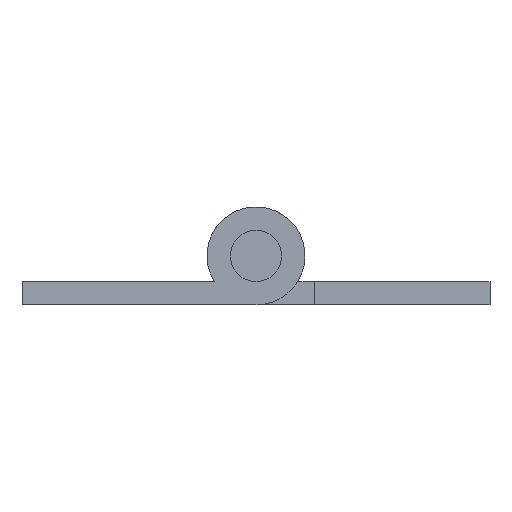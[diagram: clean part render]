
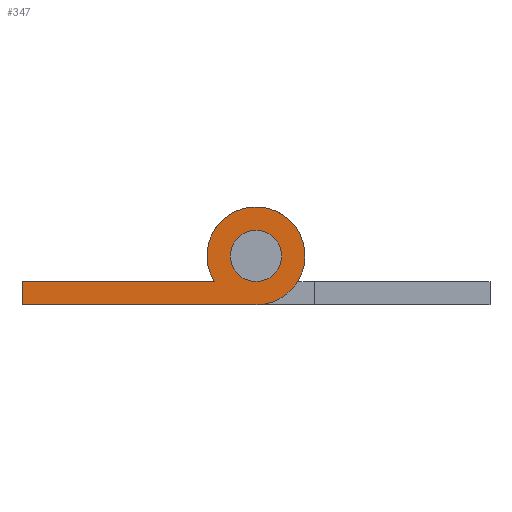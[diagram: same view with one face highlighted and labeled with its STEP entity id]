
A CAD part, front view. The second image highlights one B-rep face of the part: STEP entity #347.
In plain terms, the highlighted planar face has unit normal (0, -1, 0).
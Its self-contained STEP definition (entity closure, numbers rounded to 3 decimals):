
#224 = VERTEX_POINT ( 'NONE', #1530 ) ;
#226 = EDGE_CURVE ( 'NONE', #227, #224, #1529, .T. ) ;
#227 = VERTEX_POINT ( 'NONE', #1524 ) ;
#347 = ADVANCED_FACE ( 'NONE', ( #1799, #1798 ), #1797, .F. ) ;
#348 = EDGE_LOOP ( 'NONE', ( #349, #353, #410, #413 ) ) ;
#349 = ORIENTED_EDGE ( 'NONE', *, *, #350, .F. ) ;
#350 = EDGE_CURVE ( 'NONE', #351, #352, #1792, .T. ) ;
#351 = VERTEX_POINT ( 'NONE', #1788 ) ;
#352 = VERTEX_POINT ( 'NONE', #1787 ) ;
#353 = ORIENTED_EDGE ( 'NONE', *, *, #408, .F. ) ;
#408 = EDGE_CURVE ( 'NONE', #409, #351, #1891, .T. ) ;
#409 = VERTEX_POINT ( 'NONE', #1887 ) ;
#410 = ORIENTED_EDGE ( 'NONE', *, *, #411, .F. ) ;
#411 = EDGE_CURVE ( 'NONE', #412, #409, #1886, .T. ) ;
#412 = VERTEX_POINT ( 'NONE', #1881 ) ;
#413 = ORIENTED_EDGE ( 'NONE', *, *, #414, .F. ) ;
#414 = EDGE_CURVE ( 'NONE', #352, #412, #1880, .T. ) ;
#415 = EDGE_LOOP ( 'NONE', ( #416, #417 ) ) ;
#416 = ORIENTED_EDGE ( 'NONE', *, *, #226, .T. ) ;
#417 = ORIENTED_EDGE ( 'NONE', *, *, #418, .T. ) ;
#418 = EDGE_CURVE ( 'NONE', #224, #227, #1876, .T. ) ;
#1524 = CARTESIAN_POINT ( 'NONE',  ( 0., -150., -1.75 ) ) ;
#1525 = DIRECTION ( 'NONE',  ( 0., 0., 1. ) ) ;
#1526 = DIRECTION ( 'NONE',  ( 0., 1., 0. ) ) ;
#1527 = CARTESIAN_POINT ( 'NONE',  ( 0., -150., 0. ) ) ;
#1528 = AXIS2_PLACEMENT_3D ( 'NONE', #1527, #1526, #1525 ) ;
#1529 = CIRCLE ( 'NONE', #1528, 1.75 ) ;
#1530 = CARTESIAN_POINT ( 'NONE',  ( 0., -150., 1.75 ) ) ;
#1787 = CARTESIAN_POINT ( 'NONE',  ( -16., -150., -1.75 ) ) ;
#1788 = CARTESIAN_POINT ( 'NONE',  ( -16., -150., -3.35 ) ) ;
#1789 = DIRECTION ( 'NONE',  ( 0., 0., 1. ) ) ;
#1790 = VECTOR ( 'NONE', #1789, 1000. ) ;
#1791 = CARTESIAN_POINT ( 'NONE',  ( -16., -150., -1.75 ) ) ;
#1792 = LINE ( 'NONE', #1791, #1790 ) ;
#1793 = DIRECTION ( 'NONE',  ( 0., 0., 1. ) ) ;
#1794 = DIRECTION ( 'NONE',  ( 0., 1., 0. ) ) ;
#1795 = CARTESIAN_POINT ( 'NONE',  ( 0., -150., 0. ) ) ;
#1796 = AXIS2_PLACEMENT_3D ( 'NONE', #1795, #1794, #1793 ) ;
#1797 = PLANE ( 'NONE',  #1796 ) ;
#1798 = FACE_BOUND ( 'NONE', #415, .T. ) ;
#1799 = FACE_OUTER_BOUND ( 'NONE', #348, .T. ) ;
#1872 = DIRECTION ( 'NONE',  ( 0., 0., 1. ) ) ;
#1873 = DIRECTION ( 'NONE',  ( 0., 1., 0. ) ) ;
#1874 = CARTESIAN_POINT ( 'NONE',  ( 0., -150., 0. ) ) ;
#1875 = AXIS2_PLACEMENT_3D ( 'NONE', #1874, #1873, #1872 ) ;
#1876 = CIRCLE ( 'NONE', #1875, 1.75 ) ;
#1877 = DIRECTION ( 'NONE',  ( 1., 0., 0. ) ) ;
#1878 = VECTOR ( 'NONE', #1877, 1000. ) ;
#1879 = CARTESIAN_POINT ( 'NONE',  ( -2.857, -150., -1.75 ) ) ;
#1880 = LINE ( 'NONE', #1879, #1878 ) ;
#1881 = CARTESIAN_POINT ( 'NONE',  ( -2.857, -150., -1.75 ) ) ;
#1882 = DIRECTION ( 'NONE',  ( 0., 0., 1. ) ) ;
#1883 = DIRECTION ( 'NONE',  ( 0., 1., 0. ) ) ;
#1884 = CARTESIAN_POINT ( 'NONE',  ( 0., -150., 0. ) ) ;
#1885 = AXIS2_PLACEMENT_3D ( 'NONE', #1884, #1883, #1882 ) ;
#1886 = CIRCLE ( 'NONE', #1885, 3.35 ) ;
#1887 = CARTESIAN_POINT ( 'NONE',  ( 0., -150., -3.35 ) ) ;
#1888 = DIRECTION ( 'NONE',  ( -1., 0., 0. ) ) ;
#1889 = VECTOR ( 'NONE', #1888, 1000. ) ;
#1890 = CARTESIAN_POINT ( 'NONE',  ( -16., -150., -3.35 ) ) ;
#1891 = LINE ( 'NONE', #1890, #1889 ) ;
